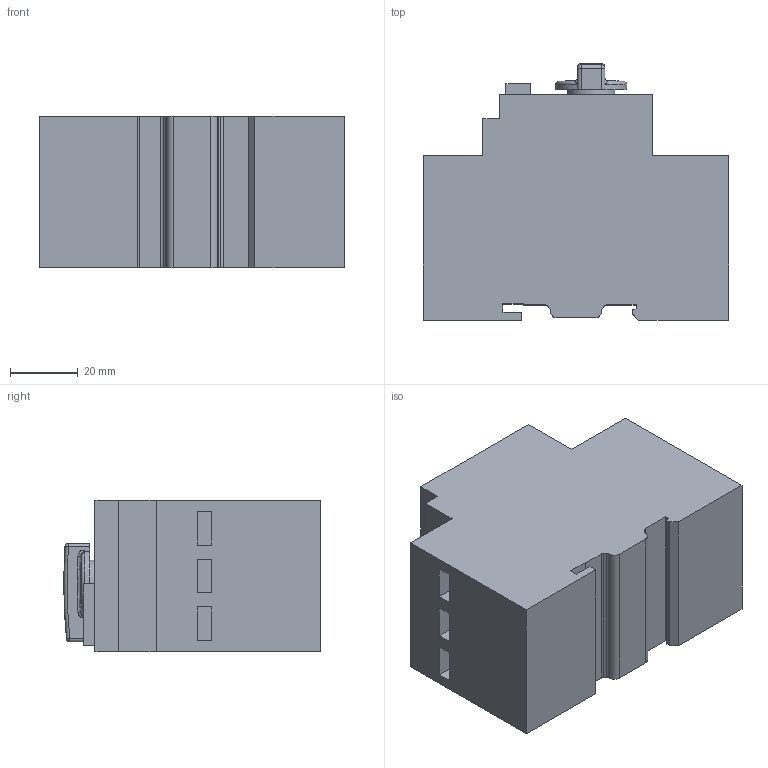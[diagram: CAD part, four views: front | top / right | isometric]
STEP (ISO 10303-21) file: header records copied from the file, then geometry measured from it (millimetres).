
FILE_DESCRIPTION((' '),'2;1');
FILE_NAME('140M-C2.stp','2012-08-31T13:48:26',(' '),(' '),' ','ACIS',' ');
FILE_SCHEMA(('CONFIG_CONTROL_DESIGN'));
Length unit declared in the file: millimetre
Products named in the file (8): 140M-C2.stp; Body1; Body2; Body3; Body4; Body5; Body6; Body7
Assembly tree (7 placements, depth 2):
  140M-C2.stp
    Body1
    Body2
    Body3
    Body4
    Body5
    Body6
    Body7
Bounding box: 89.9 x 75.54 x 44.7 mm (x, y, z)
Volume: 224748.1 mm3; surface area: 30713.1 mm2
Topology: 7 solids, 7 shells, 209 faces, 554 edges, 360 vertices
Faces by surface type: plane 153, cylinder 22, torus 14, bspline 9, cone 6, sphere 5
Full cylindrical faces by diameter (mm): 7.5 x3, 7.504 x3, 14 x1
Entity records: 8112 total; most frequent: CARTESIAN_POINT 2035, ORIENTED_EDGE 1054, DIRECTION 987, EDGE_CURVE 527, VECTOR 361, LINE 361, VERTEX_POINT 354, AXIS2_PLACEMENT_3D 313
